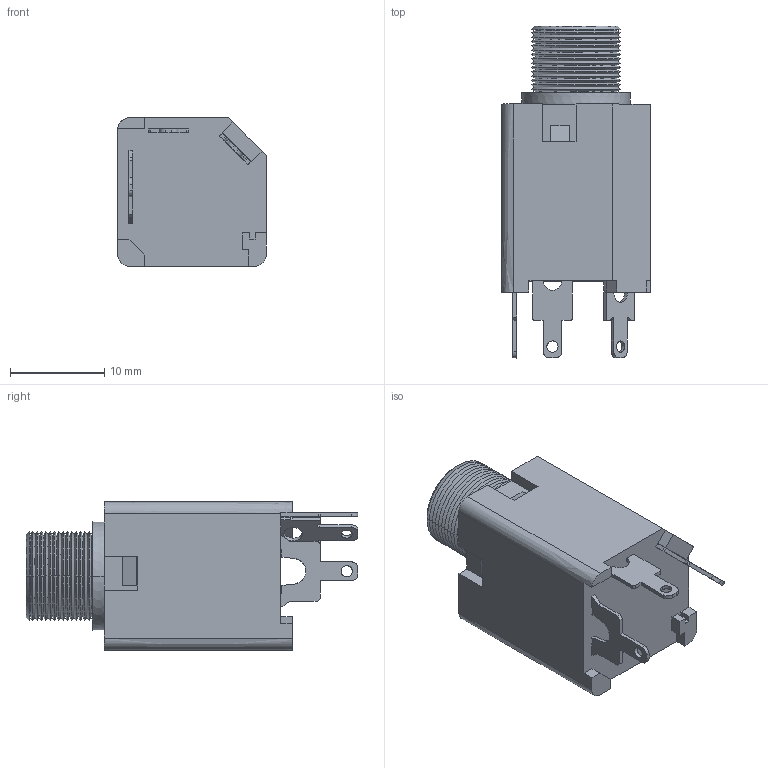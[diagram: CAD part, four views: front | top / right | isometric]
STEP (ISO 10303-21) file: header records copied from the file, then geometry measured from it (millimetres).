
FILE_DESCRIPTION (( 'STEP AP214' ), '1' );
FILE_NAME ('CUI_DEVICES_MJ-63052A.step', '2021-03-03T15:15:51', ( '' ), ( '' ), 'SwSTEP 2.0', 'SolidWorks 2021', '' );
FILE_SCHEMA (( 'AUTOMOTIVE_DESIGN' ));
Length unit declared in the file: millimetre
Products named in the file (1): CUI_DEVICES_MJ-63052A
Bounding box: 15.8 x 35.3 x 15.8 mm (x, y, z)
Volume: 4665.8 mm3; surface area: 2720.8 mm2
Topology: 1 solids, 2 shells, 268 faces, 718 edges, 458 vertices
Faces by surface type: plane 166, bspline 102
Entity records: 19683 total; most frequent: CARTESIAN_POINT 10638, ORIENTED_EDGE 1436, DIRECTION 889, EDGE_CURVE 718, VECTOR 555, LINE 555, VERTEX_POINT 458, EDGE_LOOP 290
